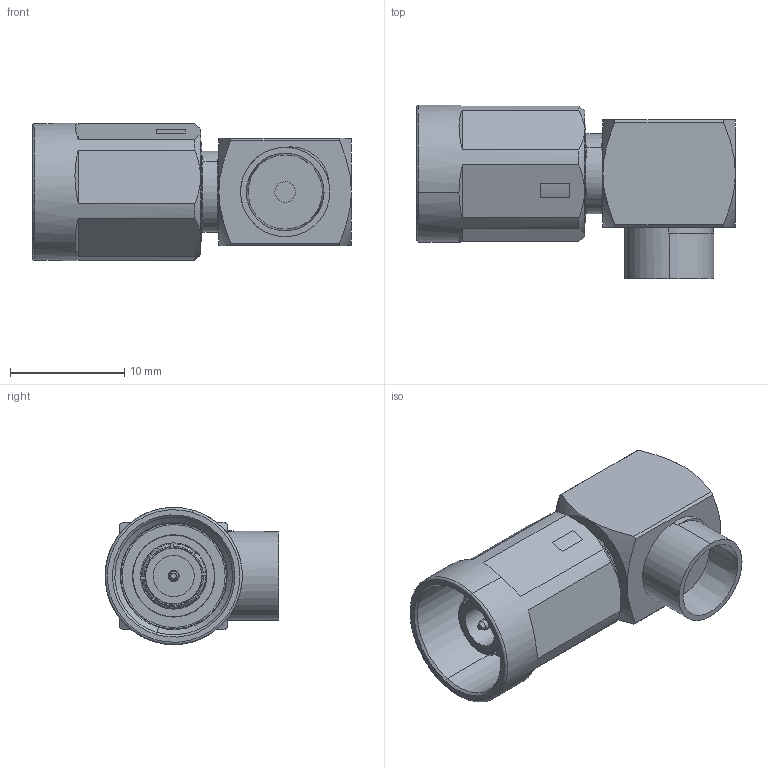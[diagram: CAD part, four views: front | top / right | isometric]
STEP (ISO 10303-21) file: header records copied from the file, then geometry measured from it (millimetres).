
FILE_DESCRIPTION (( 'STEP AP203' ), '1' );
FILE_NAME ('3190-6661.STEP', '2020-02-24T06:45:03', ( '' ), ( '' ), 'SwSTEP 2.0', 'SolidWorks 2018', '' );
FILE_SCHEMA (( 'CONFIG_CONTROL_DESIGN' ));
Length unit declared in the file: inch
Products named in the file (1): 3190-6661
Bounding box: 27.9 x 15.2 x 12 mm (x, y, z)
Volume: 2127 mm3; surface area: 2289.6 mm2
Topology: 1 solids, 3 shells, 219 faces, 532 edges, 334 vertices
Faces by surface type: plane 66, cylinder 65, cone 64, torus 24
Entity records: 7115 total; most frequent: CARTESIAN_POINT 1897, DIRECTION 1118, ORIENTED_EDGE 1064, EDGE_CURVE 532, AXIS2_PLACEMENT_3D 465, VERTEX_POINT 334, CIRCLE 245, EDGE_LOOP 234
